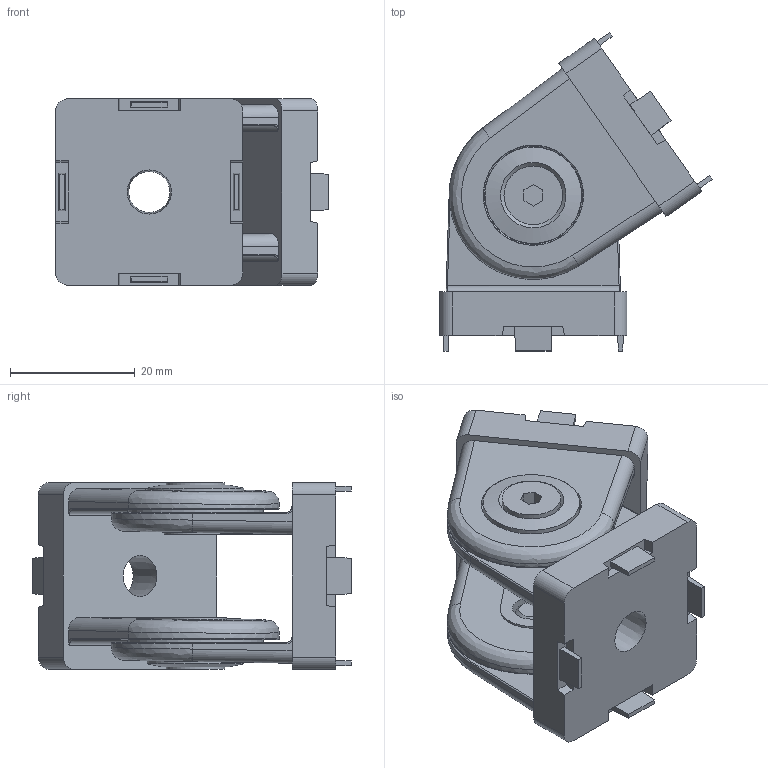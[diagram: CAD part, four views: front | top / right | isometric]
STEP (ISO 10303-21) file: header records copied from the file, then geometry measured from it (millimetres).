
FILE_DESCRIPTION (( 'STEP AP214' ), '1' );
FILE_NAME ('093g30an06.STEP', '2012-03-01T09:44:23', ( 'DE01PC042' ), ( 'Fath GmbH' ), 'SwSTEP 2.0', 'SolidWorks 2011', '' );
FILE_SCHEMA (( 'AUTOMOTIVE_DESIGN' ));
Length unit declared in the file: millimetre
Products named in the file (5): 4din7991m0508ms01_4 din 7991 m0508m s01; 093gr10_093 g r10; 093gr09_093gr09; 093g30r01_093 g 30 (n08); 093g30an06
Assembly tree (8 placements, depth 2):
  093g30an06
    093gr09_093gr09  x2
    4din7991m0508ms01_4 din 7991 m0508m s01  x2
    093gr10_093 g r10  x2
    093g30r01_093 g 30 (n08)  x2
Bounding box: 43.72 x 51.1 x 30 mm (x, y, z)
Volume: 21156.9 mm3; surface area: 14359.6 mm2
Topology: 8 solids, 8 shells, 278 faces, 654 edges, 418 vertices
Faces by surface type: plane 150, cylinder 70, cone 22, torus 22, bspline 12, sphere 2
Full cylindrical faces by diameter (mm): 5 x2, 6 x2, 7.5 x2, 9.4 x2, 11.2 x2, 14 x2, 14.2 x2, 15.5 x2, 21.8 x2, 22 x2
Entity records: 4295 total; most frequent: CARTESIAN_POINT 1033, DIRECTION 624, ORIENTED_EDGE 600, EDGE_CURVE 300, AXIS2_PLACEMENT_3D 218, VERTEX_POINT 204, VECTOR 188, LINE 188
